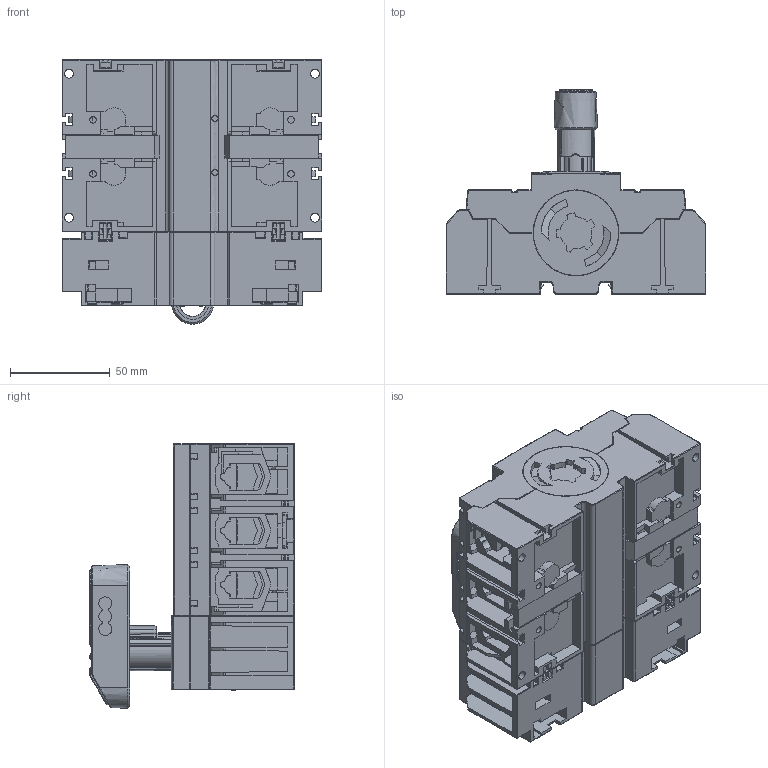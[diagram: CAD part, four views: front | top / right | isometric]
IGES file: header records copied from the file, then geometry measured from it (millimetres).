
Start section:  PTC IGES file: OT160G03KL.igs
Global section: file name: OT160G03KL.igs; native system: Creo Parametric by PTC Inc.; preprocessor: 2016380; author: fijaleh7; organization: Unknown; date: 20170516.130333; units: millimetre
Bounding box: 130 x 102.21 x 132.31 mm (x, y, z)
Volume: 711927.9 mm3; surface area: 128029.5 mm2
Topology: 1 solids, 28 shells, 4178 faces, 11646 edges, 7585 vertices
Faces by surface type: bspline 2937, revolution 896, extrusion 345
